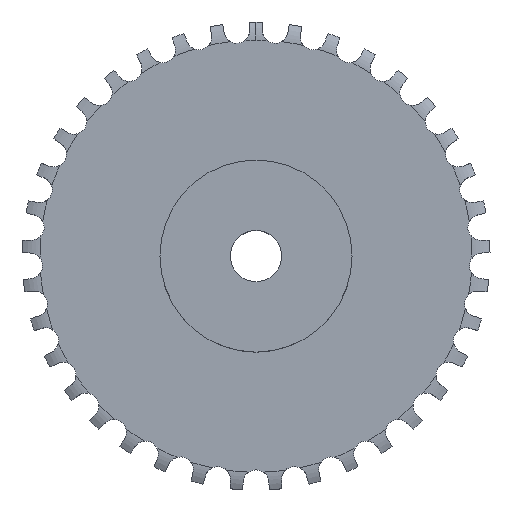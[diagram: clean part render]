
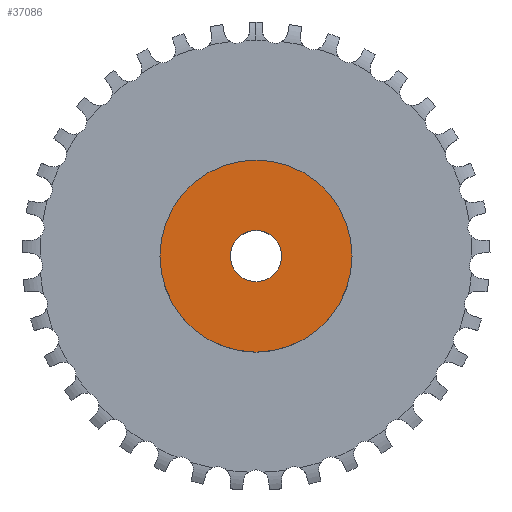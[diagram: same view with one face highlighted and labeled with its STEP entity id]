
A CAD part, top view. The second image highlights one B-rep face of the part: STEP entity #37086.
In plain terms, the highlighted planar face has unit normal (0, 0, 1).
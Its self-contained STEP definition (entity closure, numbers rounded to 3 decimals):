
#6043 = CYLINDRICAL_SURFACE('',#6044,4.);
#6044 = AXIS2_PLACEMENT_3D('',#6045,#6046,#6047);
#6045 = CARTESIAN_POINT('',(0.,0.,105.492));
#6046 = DIRECTION('',(0.,0.,1.));
#6047 = DIRECTION('',(1.,0.,-0.));
#10816 = CYLINDRICAL_SURFACE('',#10817,15.);
#10817 = AXIS2_PLACEMENT_3D('',#10818,#10819,#10820);
#10818 = CARTESIAN_POINT('',(0.,0.,0.));
#10819 = DIRECTION('',(-0.,-0.,-1.));
#10820 = DIRECTION('',(1.,0.,0.));
#30383 = EDGE_CURVE('',#30384,#30384,#30386,.T.);
#30384 = VERTEX_POINT('',#30385);
#30385 = CARTESIAN_POINT('',(4.,0.,13.7));
#30386 = SURFACE_CURVE('',#30387,(#30392,#30399),.PCURVE_S1.);
#30387 = CIRCLE('',#30388,4.);
#30388 = AXIS2_PLACEMENT_3D('',#30389,#30390,#30391);
#30389 = CARTESIAN_POINT('',(0.,0.,13.7));
#30390 = DIRECTION('',(0.,0.,1.));
#30391 = DIRECTION('',(1.,0.,-0.));
#30392 = PCURVE('',#6043,#30393);
#30393 = DEFINITIONAL_REPRESENTATION('',(#30394),#30398);
#30394 = LINE('',#30395,#30396);
#30395 = CARTESIAN_POINT('',(0.,-91.792));
#30396 = VECTOR('',#30397,1.);
#30397 = DIRECTION('',(1.,0.));
#30398 = ( GEOMETRIC_REPRESENTATION_CONTEXT(2) 
PARAMETRIC_REPRESENTATION_CONTEXT() REPRESENTATION_CONTEXT('2D SPACE',''
  ) );
#30399 = PCURVE('',#30400,#30405);
#30400 = PLANE('',#30401);
#30401 = AXIS2_PLACEMENT_3D('',#30402,#30403,#30404);
#30402 = CARTESIAN_POINT('',(0.,0.,13.7));
#30403 = DIRECTION('',(-0.,0.,1.));
#30404 = DIRECTION('',(0.,-1.,0.));
#30405 = DEFINITIONAL_REPRESENTATION('',(#30406),#30410);
#30406 = CIRCLE('',#30407,4.);
#30407 = AXIS2_PLACEMENT_2D('',#30408,#30409);
#30408 = CARTESIAN_POINT('',(0.,0.));
#30409 = DIRECTION('',(0.,1.));
#30410 = ( GEOMETRIC_REPRESENTATION_CONTEXT(2) 
PARAMETRIC_REPRESENTATION_CONTEXT() REPRESENTATION_CONTEXT('2D SPACE',''
  ) );
#34783 = VERTEX_POINT('',#34784);
#34784 = CARTESIAN_POINT('',(15.,0.,13.7));
#34805 = EDGE_CURVE('',#34783,#34783,#34806,.T.);
#34806 = SURFACE_CURVE('',#34807,(#34812,#34819),.PCURVE_S1.);
#34807 = CIRCLE('',#34808,15.);
#34808 = AXIS2_PLACEMENT_3D('',#34809,#34810,#34811);
#34809 = CARTESIAN_POINT('',(0.,0.,13.7));
#34810 = DIRECTION('',(0.,0.,1.));
#34811 = DIRECTION('',(1.,0.,0.));
#34812 = PCURVE('',#10816,#34813);
#34813 = DEFINITIONAL_REPRESENTATION('',(#34814),#34818);
#34814 = LINE('',#34815,#34816);
#34815 = CARTESIAN_POINT('',(-0.,-13.7));
#34816 = VECTOR('',#34817,1.);
#34817 = DIRECTION('',(-1.,0.));
#34818 = ( GEOMETRIC_REPRESENTATION_CONTEXT(2) 
PARAMETRIC_REPRESENTATION_CONTEXT() REPRESENTATION_CONTEXT('2D SPACE',''
  ) );
#34819 = PCURVE('',#30400,#34820);
#34820 = DEFINITIONAL_REPRESENTATION('',(#34821),#34825);
#34821 = CIRCLE('',#34822,15.);
#34822 = AXIS2_PLACEMENT_2D('',#34823,#34824);
#34823 = CARTESIAN_POINT('',(0.,0.));
#34824 = DIRECTION('',(0.,1.));
#34825 = ( GEOMETRIC_REPRESENTATION_CONTEXT(2) 
PARAMETRIC_REPRESENTATION_CONTEXT() REPRESENTATION_CONTEXT('2D SPACE',''
  ) );
#37086 = ADVANCED_FACE('',(#37087,#37090),#30400,.T.);
#37087 = FACE_BOUND('',#37088,.T.);
#37088 = EDGE_LOOP('',(#37089));
#37089 = ORIENTED_EDGE('',*,*,#34805,.T.);
#37090 = FACE_BOUND('',#37091,.T.);
#37091 = EDGE_LOOP('',(#37092));
#37092 = ORIENTED_EDGE('',*,*,#30383,.F.);
